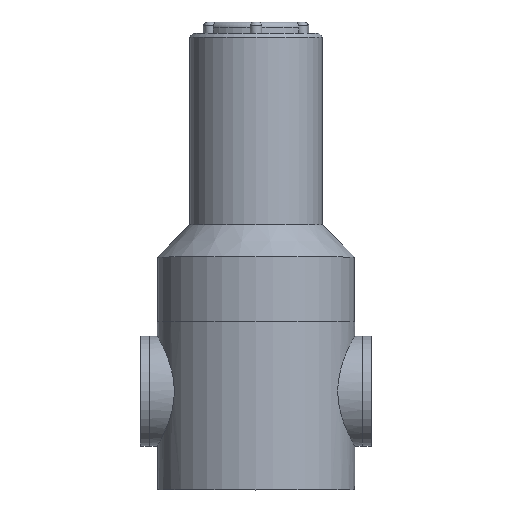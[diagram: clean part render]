
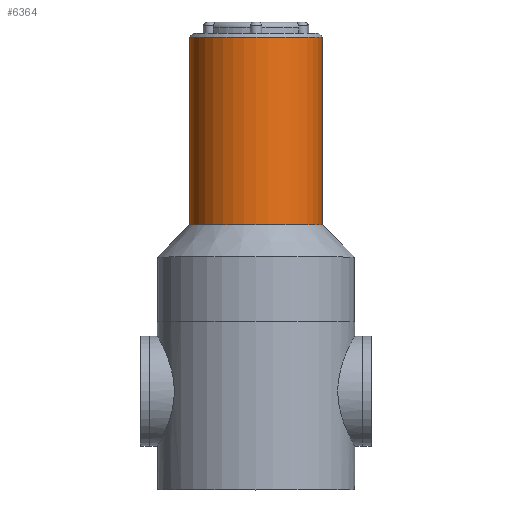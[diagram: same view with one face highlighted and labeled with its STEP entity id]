
A CAD part, top view. The second image highlights one B-rep face of the part: STEP entity #6364.
In plain terms, the highlighted cylindrical face has radius 17.5 mm (diameter 35 mm), a full revolution.
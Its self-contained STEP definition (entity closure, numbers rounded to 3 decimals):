
#85 = DIRECTION ( 'NONE',  ( 0., 1., 0. ) ) ;
#170 = VERTEX_POINT ( 'NONE', #760 ) ;
#209 = EDGE_LOOP ( 'NONE', ( #5355 ) ) ;
#674 = CARTESIAN_POINT ( 'NONE',  ( -22.915, -31.163, 0. ) ) ;
#700 = EDGE_CURVE ( 'NONE', #170, #170, #2866, .T. ) ;
#760 = CARTESIAN_POINT ( 'NONE',  ( -22.915, 18.337, 17.5 ) ) ;
#921 = AXIS2_PLACEMENT_3D ( 'NONE', #6627, #5852, #5805 ) ;
#1775 = CARTESIAN_POINT ( 'NONE',  ( -40.415, -31.163, 0. ) ) ;
#2460 = AXIS2_PLACEMENT_3D ( 'NONE', #4320, #85, #7086 ) ;
#2617 = AXIS2_PLACEMENT_3D ( 'NONE', #674, #3415, #5363 ) ;
#2866 = CIRCLE ( 'NONE', #921, 17.5 ) ;
#2915 = FACE_OUTER_BOUND ( 'NONE', #209, .T. ) ;
#3415 = DIRECTION ( 'NONE',  ( 0., 1., 0. ) ) ;
#3693 = EDGE_LOOP ( 'NONE', ( #5908 ) ) ;
#4320 = CARTESIAN_POINT ( 'NONE',  ( -22.915, 19.337, 0. ) ) ;
#4402 = VERTEX_POINT ( 'NONE', #1775 ) ;
#5355 = ORIENTED_EDGE ( 'NONE', *, *, #6094, .T. ) ;
#5363 = DIRECTION ( 'NONE',  ( -1., 0., 0. ) ) ;
#5805 = DIRECTION ( 'NONE',  ( 0., 0., 1. ) ) ;
#5852 = DIRECTION ( 'NONE',  ( 0., -1., 0. ) ) ;
#5908 = ORIENTED_EDGE ( 'NONE', *, *, #700, .T. ) ;
#6094 = EDGE_CURVE ( 'NONE', #4402, #4402, #6674, .T. ) ;
#6364 = ADVANCED_FACE ( 'NONE', ( #8443, #2915 ), #8397, .T. ) ;
#6627 = CARTESIAN_POINT ( 'NONE',  ( -22.915, 18.337, 0. ) ) ;
#6674 = CIRCLE ( 'NONE', #2617, 17.5 ) ;
#7086 = DIRECTION ( 'NONE',  ( -1., 0., 0. ) ) ;
#8397 = CYLINDRICAL_SURFACE ( 'NONE', #2460, 17.5 ) ;
#8443 = FACE_OUTER_BOUND ( 'NONE', #3693, .T. ) ;
